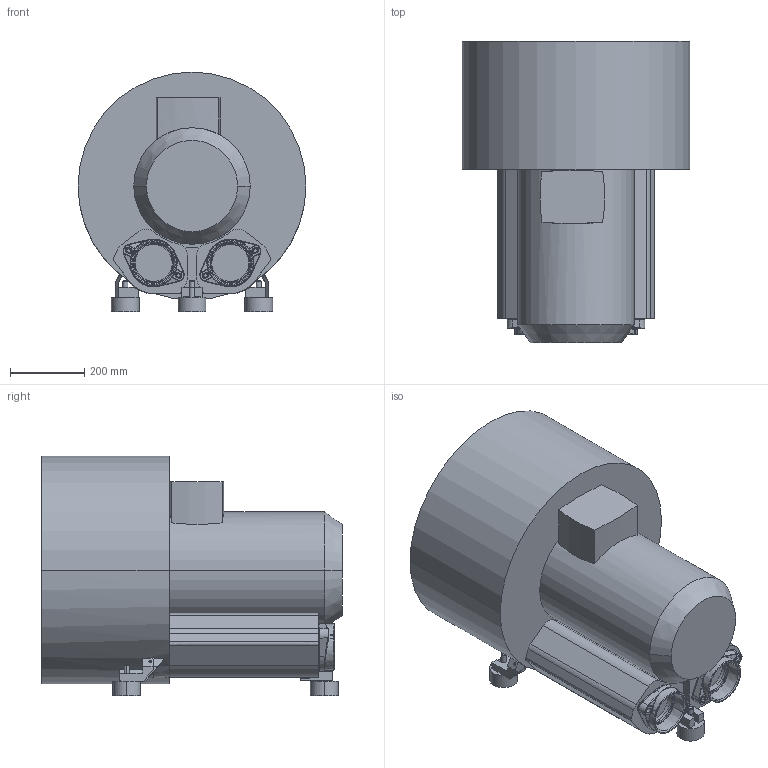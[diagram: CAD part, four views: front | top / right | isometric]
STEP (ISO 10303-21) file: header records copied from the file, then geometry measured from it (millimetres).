
FILE_DESCRIPTION((''),'2;1');
FILE_NAME('2RB940-1GQ37-JT','2025-04-15T',('Administrator'),(''),'PRO/ENGINEER BY PARAMETRIC TECHNOLOGY CORPORATION, 2007090','PRO/ENGINEER BY PARAMETRIC TECHNOLOGY CORPORATION, 2007090','');
FILE_SCHEMA(('AUTOMOTIVE_DESIGN_CC2 { 1 2 10303 214 -1 1 5 2 }'));
Length unit declared in the file: millimetre
Products named in the file (1): 2RB940-1GQ37-JT
Bounding box: 615 x 812 x 647.3 mm (x, y, z)
Volume: 161654786.9 mm3; surface area: 2432081 mm2
Topology: 1 solids, 1 shells, 575 faces, 1525 edges, 985 vertices
Faces by surface type: plane 204, cylinder 163, cone 64, torus 62, bspline 58, sphere 16, extrusion 8
Entity records: 22331 total; most frequent: CARTESIAN_POINT 8186, ORIENTED_EDGE 3044, DIRECTION 2913, EDGE_CURVE 1522, AXIS2_PLACEMENT_3D 1155, VERTEX_POINT 985, CIRCLE 644, EDGE_LOOP 619
